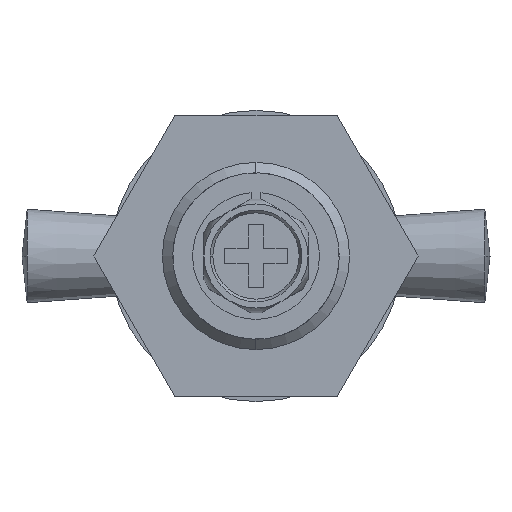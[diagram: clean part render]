
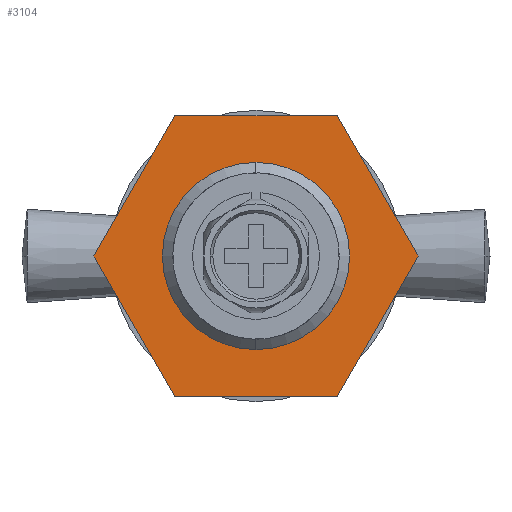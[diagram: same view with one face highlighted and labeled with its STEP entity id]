
A CAD part, left-side view. The second image highlights one B-rep face of the part: STEP entity #3104.
In plain terms, the highlighted face is planar.
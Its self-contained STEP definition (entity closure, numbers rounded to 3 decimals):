
#83 = LINE ( 'NONE', #84, #1217 ) ;
#84 = CARTESIAN_POINT ( 'NONE',  ( 13.5, 7.794, 3. ) ) ;
#85 = DIRECTION ( 'NONE',  ( -0.866, 0.5, 0. ) ) ;
#89 = LINE ( 'NONE', #90, #1228 ) ;
#90 = CARTESIAN_POINT ( 'NONE',  ( 0., 15.588, 3. ) ) ;
#91 = DIRECTION ( 'NONE',  ( -0.866, -0.5, 0. ) ) ;
#92 = LINE ( 'NONE', #93, #1235 ) ;
#93 = CARTESIAN_POINT ( 'NONE',  ( -13.5, 7.794, 3. ) ) ;
#94 = DIRECTION ( 'NONE',  ( 0., -1., 0. ) ) ;
#95 = DIRECTION ( 'NONE',  ( 0., 0., 1. ) ) ;
#96 = DIRECTION ( 'NONE',  ( 1., 0., 0. ) ) ;
#778 = LINE ( 'NONE', #779, #1713 ) ;
#779 = CARTESIAN_POINT ( 'NONE',  ( 0., -15.588, 3. ) ) ;
#780 = DIRECTION ( 'NONE',  ( 0.866, 0.5, 0. ) ) ;
#1126 = CARTESIAN_POINT ( 'NONE',  ( 0., 0., 3. ) ) ;
#1130 = LINE ( 'NONE', #1131, #1747 ) ;
#1131 = CARTESIAN_POINT ( 'NONE',  ( 13.5, -7.794, 3. ) ) ;
#1132 = DIRECTION ( 'NONE',  ( 0., 1., 0. ) ) ;
#1133 = DIRECTION ( 'NONE',  ( 0., 0., 1. ) ) ;
#1134 = DIRECTION ( 'NONE',  ( 1., 0., 0. ) ) ;
#1138 = CARTESIAN_POINT ( 'NONE',  ( 0., 0., 3. ) ) ;
#1217 = VECTOR ( 'NONE', #85, 1000. ) ;
#1228 = VECTOR ( 'NONE', #91, 1000. ) ;
#1235 = VECTOR ( 'NONE', #94, 1000. ) ;
#1427 = ORIENTED_EDGE ( 'NONE', *, *, #3602, .T. ) ;
#1429 = ORIENTED_EDGE ( 'NONE', *, *, #3599, .F. ) ;
#1430 = ORIENTED_EDGE ( 'NONE', *, *, #3606, .F. ) ;
#1431 = ORIENTED_EDGE ( 'NONE', *, *, #3527, .T. ) ;
#1432 = ORIENTED_EDGE ( 'NONE', *, *, #3441, .T. ) ;
#1433 = ORIENTED_EDGE ( 'NONE', *, *, #3598, .T. ) ;
#1434 = ORIENTED_EDGE ( 'NONE', *, *, #3604, .T. ) ;
#1435 = ORIENTED_EDGE ( 'NONE', *, *, #3605, .T. ) ;
#1713 = VECTOR ( 'NONE', #780, 1000. ) ;
#1740 = AXIS2_PLACEMENT_3D ( 'NONE', #1138, #95, #96 ) ;
#1744 = AXIS2_PLACEMENT_3D ( 'NONE', #1126, #1133, #1134 ) ;
#1747 = VECTOR ( 'NONE', #1132, 1000. ) ;
#1948 = CIRCLE ( 'NONE', #1744, 9. ) ;
#1950 = CIRCLE ( 'NONE', #1740, 9. ) ;
#2219 = EDGE_LOOP ( 'NONE', ( #1429, #1430 ) ) ;
#2220 = EDGE_LOOP ( 'NONE', ( #1432, #1431, #1433, #1427, #1434, #1435 ) ) ;
#2386 = VERTEX_POINT ( 'NONE', #2613 ) ;
#2387 = VERTEX_POINT ( 'NONE', #2614 ) ;
#2398 = VERTEX_POINT ( 'NONE', #2625 ) ;
#2399 = VERTEX_POINT ( 'NONE', #2626 ) ;
#2400 = VERTEX_POINT ( 'NONE', #2627 ) ;
#2401 = VERTEX_POINT ( 'NONE', #2628 ) ;
#2402 = VERTEX_POINT ( 'NONE', #2629 ) ;
#2410 = VERTEX_POINT ( 'NONE', #2637 ) ;
#2613 = CARTESIAN_POINT ( 'NONE',  ( 9., 0., 3. ) ) ;
#2614 = CARTESIAN_POINT ( 'NONE',  ( -9., 0., 3. ) ) ;
#2625 = CARTESIAN_POINT ( 'NONE',  ( -13.5, -7.794, 3. ) ) ;
#2626 = CARTESIAN_POINT ( 'NONE',  ( 0., -15.588, 3. ) ) ;
#2627 = CARTESIAN_POINT ( 'NONE',  ( 13.5, -7.794, 3. ) ) ;
#2628 = CARTESIAN_POINT ( 'NONE',  ( 13.5, 7.794, 3. ) ) ;
#2629 = CARTESIAN_POINT ( 'NONE',  ( 0., 15.588, 3. ) ) ;
#2637 = CARTESIAN_POINT ( 'NONE',  ( -13.5, 7.794, 3. ) ) ;
#3104 = ADVANCED_FACE ( 'NONE', ( #4259, #4255 ), #3688, .T. ) ;
#3441 = EDGE_CURVE ( 'NONE', #2398, #2399, #4139, .T. ) ;
#3527 = EDGE_CURVE ( 'NONE', #2399, #2400, #778, .T. ) ;
#3598 = EDGE_CURVE ( 'NONE', #2400, #2401, #1130, .T. ) ;
#3599 = EDGE_CURVE ( 'NONE', #2387, #2386, #1948, .T. ) ;
#3602 = EDGE_CURVE ( 'NONE', #2401, #2402, #83, .T. ) ;
#3604 = EDGE_CURVE ( 'NONE', #2402, #2410, #89, .T. ) ;
#3605 = EDGE_CURVE ( 'NONE', #2410, #2398, #92, .T. ) ;
#3606 = EDGE_CURVE ( 'NONE', #2386, #2387, #1950, .T. ) ;
#3688 = PLANE ( 'NONE',  #4253 ) ;
#3689 = CARTESIAN_POINT ( 'NONE',  ( 0., 0., 3. ) ) ;
#3690 = DIRECTION ( 'NONE',  ( 0., 0., 1. ) ) ;
#3691 = DIRECTION ( 'NONE',  ( 1., 0., 0. ) ) ;
#4139 = LINE ( 'NONE', #4140, #4509 ) ;
#4140 = CARTESIAN_POINT ( 'NONE',  ( -13.5, -7.794, 3. ) ) ;
#4141 = DIRECTION ( 'NONE',  ( 0.866, -0.5, 0. ) ) ;
#4253 = AXIS2_PLACEMENT_3D ( 'NONE', #3689, #3690, #3691 ) ;
#4255 = FACE_OUTER_BOUND ( 'NONE', #2220, .T. ) ;
#4259 = FACE_BOUND ( 'NONE', #2219, .T. ) ;
#4509 = VECTOR ( 'NONE', #4141, 1000. ) ;
